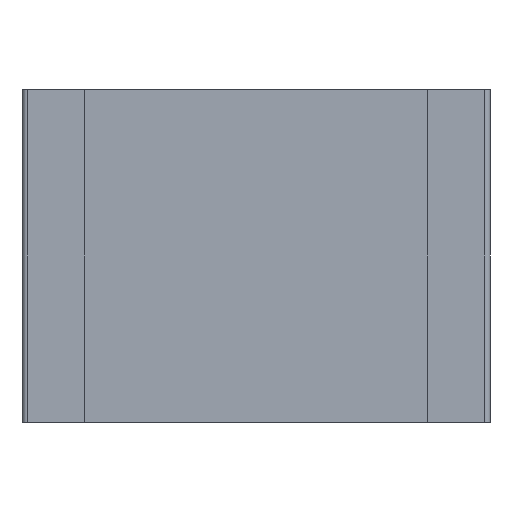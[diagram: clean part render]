
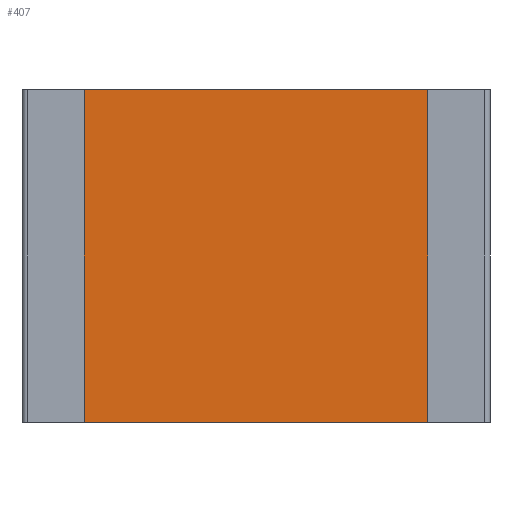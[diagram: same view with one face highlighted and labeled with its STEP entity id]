
A CAD part, front view. The second image highlights one B-rep face of the part: STEP entity #407.
In plain terms, the highlighted planar face has unit normal (0, -1, 0).
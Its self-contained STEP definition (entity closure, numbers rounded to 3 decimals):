
#134 = CARTESIAN_POINT ( 'NONE',  ( 0., 0.05, 0. ) ) ;
#220 = AXIS2_PLACEMENT_3D ( 'NONE', #134, #3379, #994 ) ;
#313 = DIRECTION ( 'NONE',  ( 1., 0., 0. ) ) ;
#407 = ADVANCED_FACE ( 'NONE', ( #1760 ), #2203, .F. ) ;
#703 = CARTESIAN_POINT ( 'NONE',  ( -2.2, 0.05, -1.6 ) ) ;
#942 = CARTESIAN_POINT ( 'NONE',  ( 2.2, 0.05, -1.6 ) ) ;
#994 = DIRECTION ( 'NONE',  ( 0., 0., 1. ) ) ;
#1012 = ORIENTED_EDGE ( 'NONE', *, *, #4894, .F. ) ;
#1237 = DIRECTION ( 'NONE',  ( 0., 0., -1. ) ) ;
#1257 = LINE ( 'NONE', #942, #3886 ) ;
#1491 = VERTEX_POINT ( 'NONE', #3292 ) ;
#1527 = CARTESIAN_POINT ( 'NONE',  ( 2.2, 0.05, 1.6 ) ) ;
#1533 = VECTOR ( 'NONE', #2887, 1000. ) ;
#1534 = LINE ( 'NONE', #4948, #4015 ) ;
#1698 = EDGE_CURVE ( 'NONE', #1491, #3513, #3385, .T. ) ;
#1760 = FACE_OUTER_BOUND ( 'NONE', #5201, .T. ) ;
#1767 = DIRECTION ( 'NONE',  ( -1., 0., 0. ) ) ;
#1895 = VERTEX_POINT ( 'NONE', #2224 ) ;
#2091 = VECTOR ( 'NONE', #1767, 1000. ) ;
#2203 = PLANE ( 'NONE',  #220 ) ;
#2224 = CARTESIAN_POINT ( 'NONE',  ( -2.2, 0.05, 1.6 ) ) ;
#2583 = CARTESIAN_POINT ( 'NONE',  ( -2.2, 0.05, -1.6 ) ) ;
#2608 = CARTESIAN_POINT ( 'NONE',  ( -2.2, 0.05, -1.6 ) ) ;
#2887 = DIRECTION ( 'NONE',  ( 0., 0., 1. ) ) ;
#2905 = LINE ( 'NONE', #2608, #1533 ) ;
#3127 = VERTEX_POINT ( 'NONE', #1527 ) ;
#3269 = ORIENTED_EDGE ( 'NONE', *, *, #5096, .F. ) ;
#3292 = CARTESIAN_POINT ( 'NONE',  ( 2.2, 0.05, -1.6 ) ) ;
#3367 = ORIENTED_EDGE ( 'NONE', *, *, #1698, .F. ) ;
#3379 = DIRECTION ( 'NONE',  ( 0., 1., 0. ) ) ;
#3385 = LINE ( 'NONE', #2583, #2091 ) ;
#3513 = VERTEX_POINT ( 'NONE', #703 ) ;
#3886 = VECTOR ( 'NONE', #1237, 1000. ) ;
#4015 = VECTOR ( 'NONE', #313, 1000. ) ;
#4198 = ORIENTED_EDGE ( 'NONE', *, *, #5092, .F. ) ;
#4894 = EDGE_CURVE ( 'NONE', #1895, #3127, #1534, .T. ) ;
#4948 = CARTESIAN_POINT ( 'NONE',  ( -2.2, 0.05, 1.6 ) ) ;
#5092 = EDGE_CURVE ( 'NONE', #3127, #1491, #1257, .T. ) ;
#5096 = EDGE_CURVE ( 'NONE', #3513, #1895, #2905, .T. ) ;
#5201 = EDGE_LOOP ( 'NONE', ( #3269, #3367, #4198, #1012 ) ) ;
